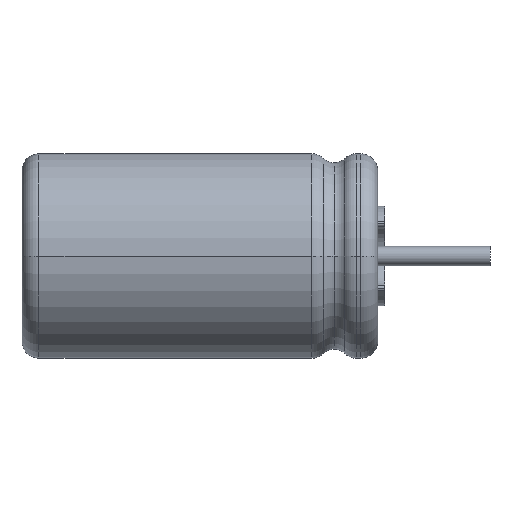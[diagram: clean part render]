
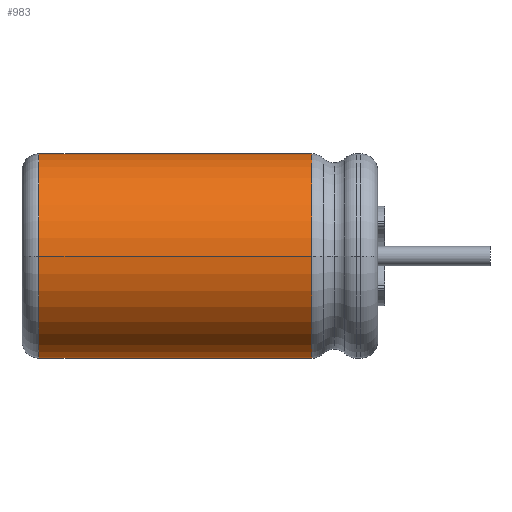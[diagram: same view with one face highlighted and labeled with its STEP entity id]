
A CAD part, left-side view. The second image highlights one B-rep face of the part: STEP entity #983.
In plain terms, the highlighted cylindrical face has radius 3.175 mm (diameter 6.351 mm), a partial arc.
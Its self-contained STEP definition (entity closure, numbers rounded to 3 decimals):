
#7 = CARTESIAN_POINT ( 'NONE',  ( 0., 2.52, 0. ) ) ;
#8 = AXIS2_PLACEMENT_3D ( 'NONE', #7, #44, #43 ) ;
#9 = CIRCLE ( 'NONE', #8, 3.175 ) ;
#35 = DIRECTION ( 'NONE',  ( 0., -1., 0. ) ) ;
#36 = VECTOR ( 'NONE', #35, 1000. ) ;
#37 = CARTESIAN_POINT ( 'NONE',  ( 0., 12.922, 3.175 ) ) ;
#40 = LINE ( 'NONE', #37, #36 ) ;
#41 = CARTESIAN_POINT ( 'NONE',  ( 0., 2.52, -3.175 ) ) ;
#42 = CARTESIAN_POINT ( 'NONE',  ( 0., 2.52, 3.175 ) ) ;
#43 = DIRECTION ( 'NONE',  ( 1., 0., 0. ) ) ;
#44 = DIRECTION ( 'NONE',  ( 0., -1., 0. ) ) ;
#70 = DIRECTION ( 'NONE',  ( 1., 0., 0. ) ) ;
#71 = DIRECTION ( 'NONE',  ( 0., -1., 0. ) ) ;
#72 = CARTESIAN_POINT ( 'NONE',  ( 0., 11., 0. ) ) ;
#73 = AXIS2_PLACEMENT_3D ( 'NONE', #72, #71, #70 ) ;
#74 = CIRCLE ( 'NONE', #73, 3.175 ) ;
#87 = CARTESIAN_POINT ( 'NONE',  ( 0., 11., 3.175 ) ) ;
#98 = VECTOR ( 'NONE', #101, 1000. ) ;
#99 = CARTESIAN_POINT ( 'NONE',  ( 0., 12.922, -3.175 ) ) ;
#100 = LINE ( 'NONE', #99, #98 ) ;
#101 = DIRECTION ( 'NONE',  ( 0., 1., 0. ) ) ;
#104 = CARTESIAN_POINT ( 'NONE',  ( 0., 11., -3.175 ) ) ;
#983 = ADVANCED_FACE ( 'NONE', ( #4439 ), #4638, .T. ) ;
#1063 = EDGE_LOOP ( 'NONE', ( #1134, #1147, #1149, #1150 ) ) ;
#1130 = EDGE_CURVE ( 'NONE', #1131, #1132, #9, .T. ) ;
#1131 = VERTEX_POINT ( 'NONE', #42 ) ;
#1132 = VERTEX_POINT ( 'NONE', #41 ) ;
#1134 = ORIENTED_EDGE ( 'NONE', *, *, #1144, .T. ) ;
#1135 = EDGE_CURVE ( 'NONE', #1145, #1131, #40, .T. ) ;
#1144 = EDGE_CURVE ( 'NONE', #1145, #1146, #74, .T. ) ;
#1145 = VERTEX_POINT ( 'NONE', #87 ) ;
#1146 = VERTEX_POINT ( 'NONE', #104 ) ;
#1147 = ORIENTED_EDGE ( 'NONE', *, *, #1148, .F. ) ;
#1148 = EDGE_CURVE ( 'NONE', #1132, #1146, #100, .T. ) ;
#1149 = ORIENTED_EDGE ( 'NONE', *, *, #1130, .F. ) ;
#1150 = ORIENTED_EDGE ( 'NONE', *, *, #1135, .F. ) ;
#4439 = FACE_OUTER_BOUND ( 'NONE', #1063, .T. ) ;
#4634 = DIRECTION ( 'NONE',  ( 1., 0., 0. ) ) ;
#4635 = DIRECTION ( 'NONE',  ( 0., 1., 0. ) ) ;
#4636 = CARTESIAN_POINT ( 'NONE',  ( 0., 12.922, 0. ) ) ;
#4637 = AXIS2_PLACEMENT_3D ( 'NONE', #4636, #4635, #4634 ) ;
#4638 = CYLINDRICAL_SURFACE ( 'NONE', #4637, 3.175 ) ;
